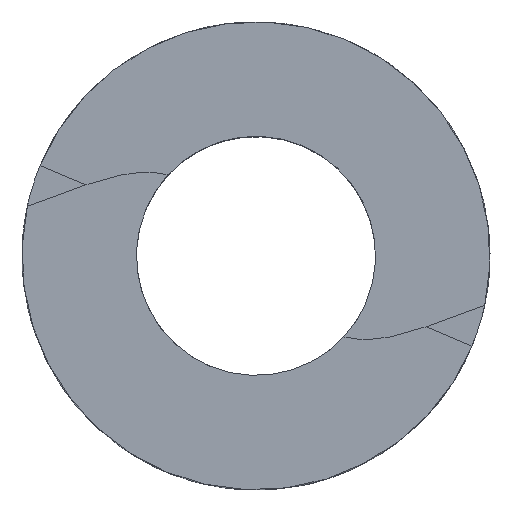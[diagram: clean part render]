
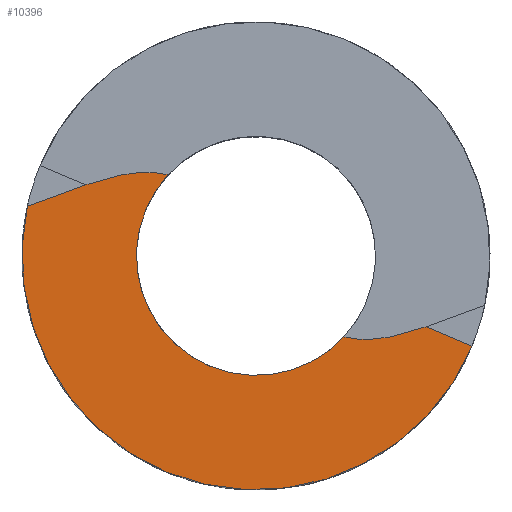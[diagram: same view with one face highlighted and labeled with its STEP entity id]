
A CAD part, top view. The second image highlights one B-rep face of the part: STEP entity #10396.
In plain terms, the highlighted face is a revolution surface.
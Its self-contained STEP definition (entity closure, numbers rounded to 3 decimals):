
#22 = VERTEX_POINT('',#23);
#23 = CARTESIAN_POINT('',(5.88,-5.424,0.));
#655 = VERTEX_POINT('',#656);
#656 = CARTESIAN_POINT('',(-5.88,5.424,0.));
#5185 = VERTEX_POINT('',#5186);
#5186 = CARTESIAN_POINT('',(11.375,-4.75,0.));
#5207 = EDGE_CURVE('',#5185,#22,#5208,.T.);
#5208 = B_SPLINE_CURVE_WITH_KNOTS('',6,(#5209,#5210,#5211,#5212,#5213,
    #5214,#5215,#5216,#5217,#5218,#5219,#5220,#5221,#5222,#5223,#5224,
    #5225,#5226,#5227,#5228,#5229,#5230),.UNSPECIFIED.,.F.,.F.,(7,5,5,5,
    7),(0.,0.241,0.48,0.75,1.),
  .UNSPECIFIED.);
#5209 = CARTESIAN_POINT('',(11.375,-4.75,
    0.));
#5210 = CARTESIAN_POINT('',(11.161,-4.824,
    0.));
#5211 = CARTESIAN_POINT('',(10.948,-4.896,
    0.));
#5212 = CARTESIAN_POINT('',(10.733,-4.966,
    0.));
#5213 = CARTESIAN_POINT('',(10.518,-5.034,
    0.));
#5214 = CARTESIAN_POINT('',(10.302,-5.098,
    0.));
#5215 = CARTESIAN_POINT('',(9.869,-5.219,
    0.));
#5216 = CARTESIAN_POINT('',(9.652,-5.276,
    0.));
#5217 = CARTESIAN_POINT('',(9.435,-5.329,
    0.));
#5218 = CARTESIAN_POINT('',(9.216,-5.378,
    0.));
#5219 = CARTESIAN_POINT('',(8.996,-5.421,
    0.));
#5220 = CARTESIAN_POINT('',(8.527,-5.501,
    0.));
#5221 = CARTESIAN_POINT('',(8.278,-5.536,
    0.));
#5222 = CARTESIAN_POINT('',(8.027,-5.563,
    0.));
#5223 = CARTESIAN_POINT('',(7.775,-5.581,
    0.));
#5224 = CARTESIAN_POINT('',(7.524,-5.589,
    0.));
#5225 = CARTESIAN_POINT('',(7.038,-5.584,
    0.));
#5226 = CARTESIAN_POINT('',(6.804,-5.572,
    0.));
#5227 = CARTESIAN_POINT('',(6.571,-5.551,
    0.));
#5228 = CARTESIAN_POINT('',(6.338,-5.519,
    0.));
#5229 = CARTESIAN_POINT('',(6.108,-5.477,
    0.));
#5230 = CARTESIAN_POINT('',(5.88,-5.424,
    0.));
#5233 = EDGE_CURVE('',#5234,#655,#5236,.T.);
#5234 = VERTEX_POINT('',#5235);
#5235 = CARTESIAN_POINT('',(-11.375,4.75,0.));
#5236 = B_SPLINE_CURVE_WITH_KNOTS('',6,(#5237,#5238,#5239,#5240,#5241,
    #5242,#5243,#5244,#5245,#5246,#5247,#5248,#5249,#5250,#5251,#5252,
    #5253,#5254,#5255,#5256,#5257,#5258),.UNSPECIFIED.,.F.,.F.,(7,5,5,5,
    7),(0.,0.241,0.48,0.75,1.),
  .UNSPECIFIED.);
#5237 = CARTESIAN_POINT('',(-11.375,4.75,
    0.));
#5238 = CARTESIAN_POINT('',(-11.161,4.824,
    0.));
#5239 = CARTESIAN_POINT('',(-10.948,4.896,
    0.));
#5240 = CARTESIAN_POINT('',(-10.733,4.966,
    0.));
#5241 = CARTESIAN_POINT('',(-10.518,5.034,
    0.));
#5242 = CARTESIAN_POINT('',(-10.302,5.098,
    0.));
#5243 = CARTESIAN_POINT('',(-9.869,5.219,
    0.));
#5244 = CARTESIAN_POINT('',(-9.652,5.276,
    0.));
#5245 = CARTESIAN_POINT('',(-9.435,5.329,
    0.));
#5246 = CARTESIAN_POINT('',(-9.216,5.378,
    0.));
#5247 = CARTESIAN_POINT('',(-8.996,5.421,
    0.));
#5248 = CARTESIAN_POINT('',(-8.527,5.501,
    0.));
#5249 = CARTESIAN_POINT('',(-8.278,5.536,
    0.));
#5250 = CARTESIAN_POINT('',(-8.027,5.563,
    0.));
#5251 = CARTESIAN_POINT('',(-7.775,5.581,
    0.));
#5252 = CARTESIAN_POINT('',(-7.524,5.589,
    0.));
#5253 = CARTESIAN_POINT('',(-7.038,5.584,
    0.));
#5254 = CARTESIAN_POINT('',(-6.804,5.572,
    0.));
#5255 = CARTESIAN_POINT('',(-6.571,5.551,
    0.));
#5256 = CARTESIAN_POINT('',(-6.338,5.519,
    0.));
#5257 = CARTESIAN_POINT('',(-6.108,5.477,
    0.));
#5258 = CARTESIAN_POINT('',(-5.88,5.424,
    0.));
#5285 = EDGE_CURVE('',#5286,#5234,#5288,.T.);
#5286 = VERTEX_POINT('',#5287);
#5287 = CARTESIAN_POINT('',(-15.299,3.318,0.));
#5288 = B_SPLINE_CURVE_WITH_KNOTS('',5,(#5289,#5290,#5291,#5292,#5293,
    #5294,#5295,#5296,#5297,#5298,#5299,#5300,#5301,#5302,#5303,#5304,
    #5305,#5306),.UNSPECIFIED.,.F.,.F.,(6,4,4,4,6),(0.,0.403,
    0.569,0.828,1.),.UNSPECIFIED.);
#5289 = CARTESIAN_POINT('',(-15.299,3.318,
    0.));
#5290 = CARTESIAN_POINT('',(-14.98,3.423,
    0.));
#5291 = CARTESIAN_POINT('',(-14.662,3.534,
    0.));
#5292 = CARTESIAN_POINT('',(-14.346,3.648,
    0.));
#5293 = CARTESIAN_POINT('',(-14.03,3.764,
    0.));
#5294 = CARTESIAN_POINT('',(-13.585,3.931,
    0.));
#5295 = CARTESIAN_POINT('',(-13.455,3.98,
    0.));
#5296 = CARTESIAN_POINT('',(-13.325,4.029,
    0.));
#5297 = CARTESIAN_POINT('',(-13.195,4.078,
    0.));
#5298 = CARTESIAN_POINT('',(-12.863,4.204,
    0.));
#5299 = CARTESIAN_POINT('',(-12.661,4.281,
    0.));
#5300 = CARTESIAN_POINT('',(-12.458,4.357,
    0.));
#5301 = CARTESIAN_POINT('',(-12.256,4.432,
    0.));
#5302 = CARTESIAN_POINT('',(-11.918,4.557,
    0.));
#5303 = CARTESIAN_POINT('',(-11.782,4.606,
    0.));
#5304 = CARTESIAN_POINT('',(-11.647,4.655,
    0.));
#5305 = CARTESIAN_POINT('',(-11.511,4.703,
    0.));
#5306 = CARTESIAN_POINT('',(-11.375,4.75,
    0.));
#6514 = EDGE_CURVE('',#655,#22,#6515,.T.);
#6515 = CIRCLE('',#6516,8.);
#6516 = AXIS2_PLACEMENT_3D('',#6517,#6518,#6519);
#6517 = CARTESIAN_POINT('',(0.,0.,0.));
#6518 = DIRECTION('',(-0.,0.,1.));
#6519 = DIRECTION('',(0.923,-0.385,0.));
#10396 = ADVANCED_FACE('[Impeller_2] Flow domain Outflow',(#10397),
  #10417,.F.);
#10397 = FACE_BOUND('',#10398,.F.);
#10398 = EDGE_LOOP('',(#10399,#10400,#10401,#10402,#10403,#10410));
#10399 = ORIENTED_EDGE('',*,*,#5285,.T.);
#10400 = ORIENTED_EDGE('',*,*,#5233,.T.);
#10401 = ORIENTED_EDGE('',*,*,#6514,.T.);
#10402 = ORIENTED_EDGE('',*,*,#5207,.F.);
#10403 = ORIENTED_EDGE('',*,*,#10404,.T.);
#10404 = EDGE_CURVE('',#5185,#10405,#10407,.T.);
#10405 = VERTEX_POINT('',#10406);
#10406 = CARTESIAN_POINT('',(14.446,-6.033,0.));
#10407 = B_SPLINE_CURVE_WITH_KNOTS('',1,(#10408,#10409),.UNSPECIFIED.,
  .F.,.F.,(2,2),(0.,1.),.PIECEWISE_BEZIER_KNOTS.);
#10408 = CARTESIAN_POINT('',(7.382,-3.083,0.));
#10409 = CARTESIAN_POINT('',(14.446,-6.033,0.));
#10410 = ORIENTED_EDGE('',*,*,#10411,.F.);
#10411 = EDGE_CURVE('',#5286,#10405,#10412,.T.);
#10412 = CIRCLE('',#10413,15.655);
#10413 = AXIS2_PLACEMENT_3D('',#10414,#10415,#10416);
#10414 = CARTESIAN_POINT('',(0.,0.,0.));
#10415 = DIRECTION('',(-0.,0.,1.));
#10416 = DIRECTION('',(0.923,-0.385,0.));
#10417 = SURFACE_OF_REVOLUTION('',#10418,#10421);
#10418 = B_SPLINE_CURVE_WITH_KNOTS('',1,(#10419,#10420),.UNSPECIFIED.,
  .F.,.F.,(2,2),(0.,1.),.PIECEWISE_BEZIER_KNOTS.);
#10419 = CARTESIAN_POINT('',(7.382,-3.083,0.));
#10420 = CARTESIAN_POINT('',(14.446,-6.033,0.));
#10421 = AXIS1_PLACEMENT('',#10422,#10423);
#10422 = CARTESIAN_POINT('',(0.,0.,0.));
#10423 = DIRECTION('',(0.,0.,1.));
